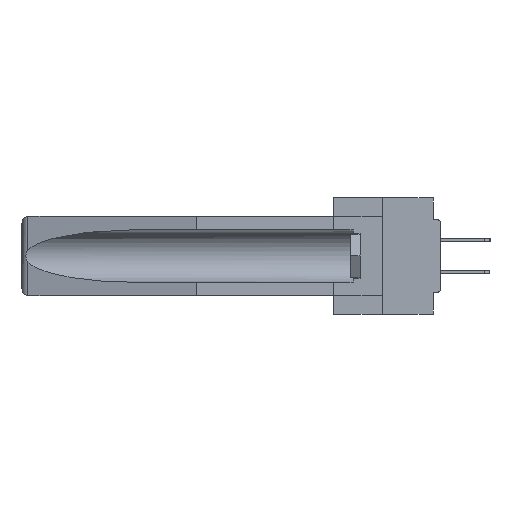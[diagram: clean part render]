
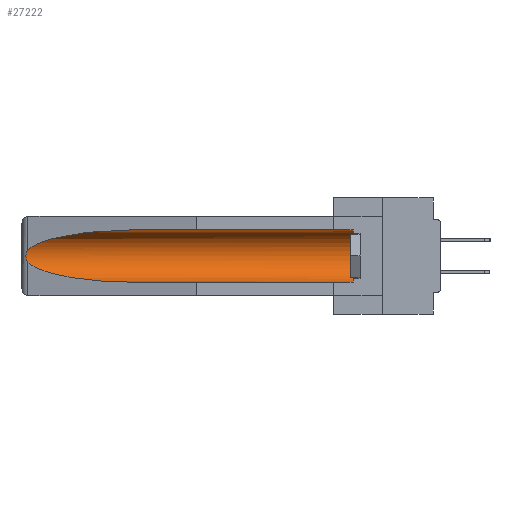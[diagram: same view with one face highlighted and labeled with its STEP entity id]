
A CAD part, left-side view. The second image highlights one B-rep face of the part: STEP entity #27222.
In plain terms, the highlighted cylindrical face has radius 2.857 mm (diameter 5.715 mm), a partial arc.
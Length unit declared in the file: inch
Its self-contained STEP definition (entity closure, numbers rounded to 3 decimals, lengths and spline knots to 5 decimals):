
#848 = CARTESIAN_POINT ( 'NONE',  ( 0.155, -0.30754, -0.284 ) ) ;
#1573 = AXIS2_PLACEMENT_3D ( 'NONE', #9305, #29433, #18259 ) ;
#2350 = ORIENTED_EDGE ( 'NONE', *, *, #26333, .T. ) ;
#2379 = CYLINDRICAL_SURFACE ( 'NONE', #1573, 0.1125 ) ;
#3104 = ORIENTED_EDGE ( 'NONE', *, *, #29730, .T. ) ;
#3717 = CARTESIAN_POINT ( 'NONE',  ( 0.26537, 1.52718, -0.14972 ) ) ;
#6340 = CARTESIAN_POINT ( 'NONE',  ( 0.26537, 1.52718, -0.14972 ) ) ;
#6611 = B_SPLINE_CURVE_WITH_KNOTS ( 'NONE', 3,
 ( #6340, #12461, #6715, #32581, #26461, #35490, #9184, #29792, #12605, #29313 ),
 .UNSPECIFIED., .F., .F.,
 ( 4, 2, 2, 2, 4 ),
 ( 0., 0.00029, 0.00058, 0.00087, 0.00117 ),
 .UNSPECIFIED. ) ;
#6715 = CARTESIAN_POINT ( 'NONE',  ( 0.26654, 1.53092, -0.15636 ) ) ;
#7305 = EDGE_CURVE ( 'NONE', #21867, #31910, #6611, .T. ) ;
#7438 = EDGE_CURVE ( 'NONE', #23915, #15477, #30625, .T. ) ;
#8004 = DIRECTION ( 'NONE',  ( 0., -1., 0. ) ) ;
#9184 = CARTESIAN_POINT ( 'NONE',  ( 0.2673, 1.53269, -0.17917 ) ) ;
#9305 = CARTESIAN_POINT ( 'NONE',  ( 0.155, -0.30754, -0.1715 ) ) ;
#11217 = CARTESIAN_POINT ( 'NONE',  ( 0.26537, 1.52718, -0.14972 ) ) ;
#12367 = CARTESIAN_POINT ( 'NONE',  ( 0.26537, 1.52718, -0.19328 ) ) ;
#12461 = CARTESIAN_POINT ( 'NONE',  ( 0.26597, 1.52961, -0.15275 ) ) ;
#12605 = CARTESIAN_POINT ( 'NONE',  ( 0.26597, 1.5296, -0.19026 ) ) ;
#12664 = VERTEX_POINT ( 'NONE', #27003 ) ;
#13544 = VECTOR ( 'NONE', #28027, 39.37008 ) ;
#13873 = CARTESIAN_POINT ( 'NONE',  ( 0.25451, 1.48313, -0.09465 ) ) ;
#15352 = VECTOR ( 'NONE', #23886, 39.37008 ) ;
#15477 = VERTEX_POINT ( 'NONE', #22399 ) ;
#15674 = ORIENTED_EDGE ( 'NONE', *, *, #7305, .T. ) ;
#15988 = CARTESIAN_POINT ( 'NONE',  ( 0.26537, 1.52718, -0.19328 ) ) ;
#16544 = ORIENTED_EDGE ( 'NONE', *, *, #22582, .T. ) ;
#16995 = CARTESIAN_POINT ( 'NONE',  ( 0.25451, 1.48313, -0.24835 ) ) ;
#17232 = CARTESIAN_POINT ( 'NONE',  ( 0.21114, 1.30732, -0.059 ) ) ;
#18259 = DIRECTION ( 'NONE',  ( 0., 0., 1. ) ) ;
#19339 = CARTESIAN_POINT ( 'NONE',  ( 0.155, 1.07973, -0.059 ) ) ;
#19478 = DIRECTION ( 'NONE',  ( 0., 0., 1. ) ) ;
#19746 = CARTESIAN_POINT ( 'NONE',  ( 0.155, 0.126, -0.1715 ) ) ;
#21285 = FACE_OUTER_BOUND ( 'NONE', #35950, .T. ) ;
#21814 = AXIS2_PLACEMENT_3D ( 'NONE', #19746, #8004, #19478 ) ;
#21867 = VERTEX_POINT ( 'NONE', #3717 ) ;
#22399 = CARTESIAN_POINT ( 'NONE',  ( 0.155, 1.07973, -0.284 ) ) ;
#22582 = EDGE_CURVE ( 'NONE', #12664, #30841, #27059, .T. ) ;
#23886 = DIRECTION ( 'NONE',  ( 0., 1., 0. ) ) ;
#23915 = VERTEX_POINT ( 'NONE', #34914 ) ;
#25178 = CARTESIAN_POINT ( 'NONE',  ( 0.155, -0.30754, -0.059 ) ) ;
#26333 = EDGE_CURVE ( 'NONE', #23915, #12664, #35711, .T. ) ;
#26461 = CARTESIAN_POINT ( 'NONE',  ( 0.2675, 1.53308, -0.16763 ) ) ;
#27003 = CARTESIAN_POINT ( 'NONE',  ( 0.155, 0.126, -0.059 ) ) ;
#27059 = LINE ( 'NONE', #25178, #13544 ) ;
#27222 = ADVANCED_FACE ( 'NONE', ( #21285 ), #2379, .F. ) ;
#27588 = CARTESIAN_POINT ( 'NONE',  ( 0.155, 1.07973, -0.284 ) ) ;
#28027 = DIRECTION ( 'NONE',  ( 0., 1., 0. ) ) ;
#28437 = CARTESIAN_POINT ( 'NONE',  ( 0.155, 1.07973, -0.059 ) ) ;
#28467 =( BOUNDED_CURVE ( )  B_SPLINE_CURVE ( 3, ( #28437, #17232, #13873, #11217 ),
 .UNSPECIFIED., .F., .F. ) 
 B_SPLINE_CURVE_WITH_KNOTS ( ( 4, 4 ),
 ( 4.71239, 6.08839 ),
 .UNSPECIFIED. ) 
 CURVE ( )  GEOMETRIC_REPRESENTATION_ITEM ( )  RATIONAL_B_SPLINE_CURVE ( ( 1., 0.848, 0.848, 1. ) ) 
 REPRESENTATION_ITEM ( '' )  );
#29313 = CARTESIAN_POINT ( 'NONE',  ( 0.26537, 1.52718, -0.19328 ) ) ;
#29433 = DIRECTION ( 'NONE',  ( 0., 1., 0. ) ) ;
#29564 = ORIENTED_EDGE ( 'NONE', *, *, #7438, .F. ) ;
#29730 = EDGE_CURVE ( 'NONE', #31910, #15477, #30531, .T. ) ;
#29792 = CARTESIAN_POINT ( 'NONE',  ( 0.26655, 1.53094, -0.18657 ) ) ;
#30531 =( BOUNDED_CURVE ( )  B_SPLINE_CURVE ( 3, ( #15988, #16995, #33468, #27588 ),
 .UNSPECIFIED., .F., .F. ) 
 B_SPLINE_CURVE_WITH_KNOTS ( ( 4, 4 ),
 ( 0.1948, 1.5708 ),
 .UNSPECIFIED. ) 
 CURVE ( )  GEOMETRIC_REPRESENTATION_ITEM ( )  RATIONAL_B_SPLINE_CURVE ( ( 1., 0.848, 0.848, 1. ) ) 
 REPRESENTATION_ITEM ( '' )  );
#30625 = LINE ( 'NONE', #848, #15352 ) ;
#30841 = VERTEX_POINT ( 'NONE', #19339 ) ;
#31910 = VERTEX_POINT ( 'NONE', #12367 ) ;
#32581 = CARTESIAN_POINT ( 'NONE',  ( 0.2673, 1.5327, -0.16383 ) ) ;
#33468 = CARTESIAN_POINT ( 'NONE',  ( 0.21114, 1.30732, -0.284 ) ) ;
#33751 = ORIENTED_EDGE ( 'NONE', *, *, #35158, .T. ) ;
#34914 = CARTESIAN_POINT ( 'NONE',  ( 0.155, 0.126, -0.284 ) ) ;
#35158 = EDGE_CURVE ( 'NONE', #30841, #21867, #28467, .T. ) ;
#35490 = CARTESIAN_POINT ( 'NONE',  ( 0.2675, 1.53308, -0.17534 ) ) ;
#35711 = CIRCLE ( 'NONE', #21814, 0.1125 ) ;
#35950 = EDGE_LOOP ( 'NONE', ( #33751, #15674, #3104, #29564, #2350, #16544 ) ) ;
